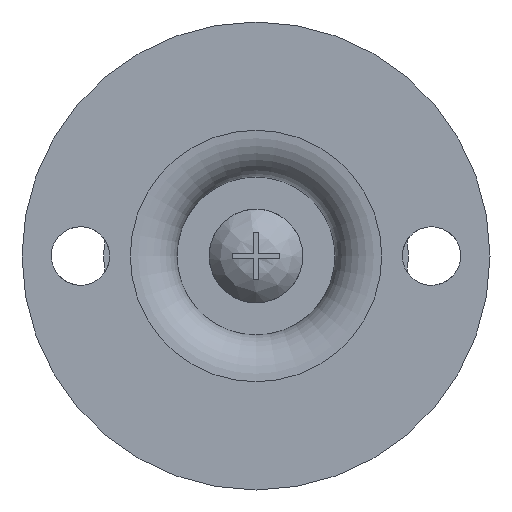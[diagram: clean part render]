
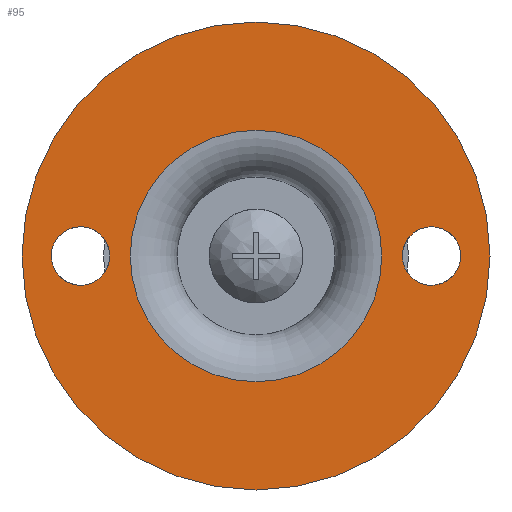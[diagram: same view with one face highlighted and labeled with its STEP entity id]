
A CAD part, front view. The second image highlights one B-rep face of the part: STEP entity #95.
In plain terms, the highlighted planar face has unit normal (0, -1, 0).
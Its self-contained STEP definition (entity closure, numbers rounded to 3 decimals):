
#95 = ADVANCED_FACE( '', ( #225, #226, #227, #228 ), #229, .F. );
#225 = FACE_BOUND( '', #430, .T. );
#226 = FACE_BOUND( '', #431, .T. );
#227 = FACE_OUTER_BOUND( '', #432, .T. );
#228 = FACE_BOUND( '', #433, .T. );
#229 = PLANE( '', #434 );
#430 = EDGE_LOOP( '', ( #653 ) );
#431 = EDGE_LOOP( '', ( #654 ) );
#432 = EDGE_LOOP( '', ( #655 ) );
#433 = EDGE_LOOP( '', ( #656 ) );
#434 = AXIS2_PLACEMENT_3D( '', #657, #658, #659 );
#653 = ORIENTED_EDGE( '', *, *, #1009, .F. );
#654 = ORIENTED_EDGE( '', *, *, #1010, .F. );
#655 = ORIENTED_EDGE( '', *, *, #1011, .T. );
#656 = ORIENTED_EDGE( '', *, *, #1012, .T. );
#657 = CARTESIAN_POINT( '', ( 20., 0., 0. ) );
#658 = DIRECTION( '', ( 0., 1., 0. ) );
#659 = DIRECTION( '', ( 0., 0., 1. ) );
#1009 = EDGE_CURVE( '', #1202, #1202, #1203, .T. );
#1010 = EDGE_CURVE( '', #1204, #1204, #1205, .F. );
#1011 = EDGE_CURVE( '', #1206, #1206, #1207, .T. );
#1012 = EDGE_CURVE( '', #1208, #1208, #1209, .T. );
#1202 = VERTEX_POINT( '', #1544 );
#1203 = CIRCLE( '', #1545, 10.75 );
#1204 = VERTEX_POINT( '', #1546 );
#1205 = CIRCLE( '', #1547, 2.5 );
#1206 = VERTEX_POINT( '', #1548 );
#1207 = CIRCLE( '', #1549, 20. );
#1208 = VERTEX_POINT( '', #1550 );
#1209 = CIRCLE( '', #1551, 2.5 );
#1544 = CARTESIAN_POINT( '', ( 0., 0., -10.75 ) );
#1545 = AXIS2_PLACEMENT_3D( '', #1768, #1769, #1770 );
#1546 = CARTESIAN_POINT( '', ( 15., 0., 2.5 ) );
#1547 = AXIS2_PLACEMENT_3D( '', #1771, #1772, #1773 );
#1548 = CARTESIAN_POINT( '', ( 0., 0., -20. ) );
#1549 = AXIS2_PLACEMENT_3D( '', #1774, #1775, #1776 );
#1550 = CARTESIAN_POINT( '', ( -12.5, 0., 0. ) );
#1551 = AXIS2_PLACEMENT_3D( '', #1777, #1778, #1779 );
#1768 = CARTESIAN_POINT( '', ( 0., 0., 0. ) );
#1769 = DIRECTION( '', ( 0., -1., 0. ) );
#1770 = DIRECTION( '', ( 0., 0., -1. ) );
#1771 = CARTESIAN_POINT( '', ( 15., 0., 0. ) );
#1772 = DIRECTION( '', ( 0., 1., 0. ) );
#1773 = DIRECTION( '', ( 0., 0., 1. ) );
#1774 = CARTESIAN_POINT( '', ( 0., 0., 0. ) );
#1775 = DIRECTION( '', ( 0., -1., 0. ) );
#1776 = DIRECTION( '', ( 0., 0., -1. ) );
#1777 = CARTESIAN_POINT( '', ( -15., 0., 0. ) );
#1778 = DIRECTION( '', ( 0., 1., 0. ) );
#1779 = DIRECTION( '', ( 1., 0., 0. ) );
